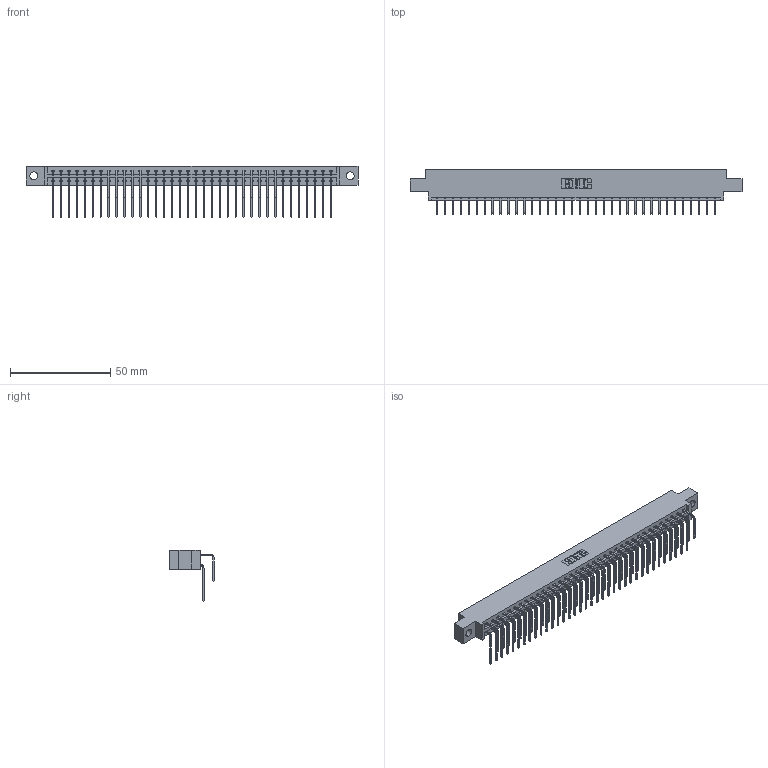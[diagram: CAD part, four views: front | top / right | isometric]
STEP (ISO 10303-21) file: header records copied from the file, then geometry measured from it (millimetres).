
FILE_DESCRIPTION (( 'STEP AP203' ), '1' );
FILE_NAME ('387-072-558-804.STEP', '2019-10-22T00:40:58', ( '' ), ( '' ), 'SwSTEP 2.0', 'SolidWorks 2016', '' );
FILE_SCHEMA (( 'CONFIG_CONTROL_DESIGN' ));
Length unit declared in the file: inch
Products named in the file (4): 345-292-001_558 Tail - 2; 345-292-001_558 559 Tail - 1; 337 Part_0.170 Offset - 0.156 Dia-TH; 387-072-558-804
Assembly tree (73 placements, depth 2):
  387-072-558-804
    337 Part_0.170 Offset - 0.156 Dia-TH
    345-292-001_558 559 Tail - 1  x36
    345-292-001_558 Tail - 2  x36
Bounding box: 165.66 x 22.17 x 25.53 mm (x, y, z)
Volume: 17588.6 mm3; surface area: 21816.4 mm2
Topology: 73 solids, 73 shells, 4150 faces, 12347 edges, 8134 vertices
Faces by surface type: plane 2954, cylinder 1196
Entity records: 30607 total; most frequent: CARTESIAN_POINT 5209, ORIENTED_EDGE 5094, DIRECTION 4423, EDGE_CURVE 2547, VECTOR 2379, LINE 2379, VERTEX_POINT 1694, AXIS2_PLACEMENT_3D 1022
